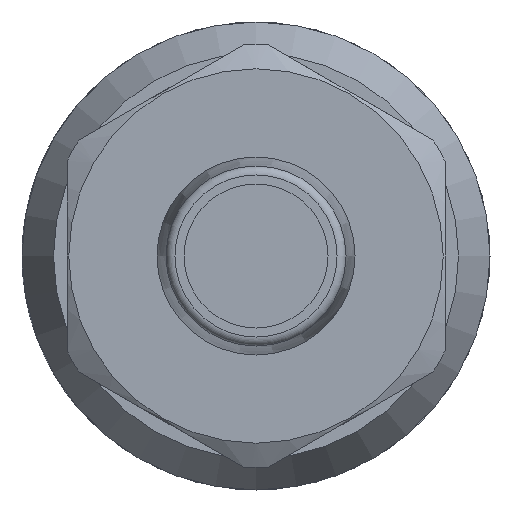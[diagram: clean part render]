
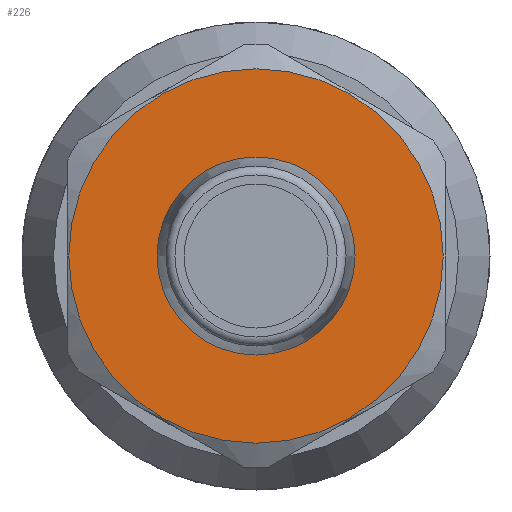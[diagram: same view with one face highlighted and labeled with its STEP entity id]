
A CAD part, left-side view. The second image highlights one B-rep face of the part: STEP entity #226.
In plain terms, the highlighted planar face has unit normal (-1, 0, 0).
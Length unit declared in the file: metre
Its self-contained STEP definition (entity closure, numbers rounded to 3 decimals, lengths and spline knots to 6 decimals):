
#226 = ADVANCED_FACE( 'NONE', ( #514, #515 ), #516, .T. );
#514 = FACE_OUTER_BOUND( '', #862, .T. );
#515 = FACE_BOUND( '', #863, .T. );
#516 = PLANE( '', #864 );
#862 = EDGE_LOOP( '', ( #1451 ) );
#863 = EDGE_LOOP( '', ( #1452 ) );
#864 = AXIS2_PLACEMENT_3D( '', #1453, #1454, #1455 );
#1451 = ORIENTED_EDGE( '', *, *, #1855, .T. );
#1452 = ORIENTED_EDGE( '', *, *, #2025, .F. );
#1453 = CARTESIAN_POINT( '', ( -0.055, 0., 0.0055 ) );
#1454 = DIRECTION( '', ( -1., 0., 0. ) );
#1455 = DIRECTION( '', ( 0., 0., 1. ) );
#1855 = EDGE_CURVE( 'NONE', #2188, #2188, #2189, .T. );
#2025 = EDGE_CURVE( 'NONE', #2454, #2454, #2455, .T. );
#2188 = VERTEX_POINT( '', #2793 );
#2189 = CIRCLE( '', #2794, 0.0104 );
#2454 = VERTEX_POINT( '', #3551 );
#2455 = CIRCLE( '', #3552, 0.0055 );
#2793 = CARTESIAN_POINT( '', ( -0.055, -0.0104, 0. ) );
#2794 = AXIS2_PLACEMENT_3D( '', #3800, #3801, #3802 );
#3551 = CARTESIAN_POINT( '', ( -0.055, -0.0055, 0. ) );
#3552 = AXIS2_PLACEMENT_3D( '', #4001, #4002, #4003 );
#3800 = CARTESIAN_POINT( '', ( -0.055, 0., 0. ) );
#3801 = DIRECTION( '', ( -1., 0., 0. ) );
#3802 = DIRECTION( '', ( 0., -1., 0. ) );
#4001 = CARTESIAN_POINT( '', ( -0.055, 0., 0. ) );
#4002 = DIRECTION( '', ( -1., 0., 0. ) );
#4003 = DIRECTION( '', ( 0., -1., 0. ) );
